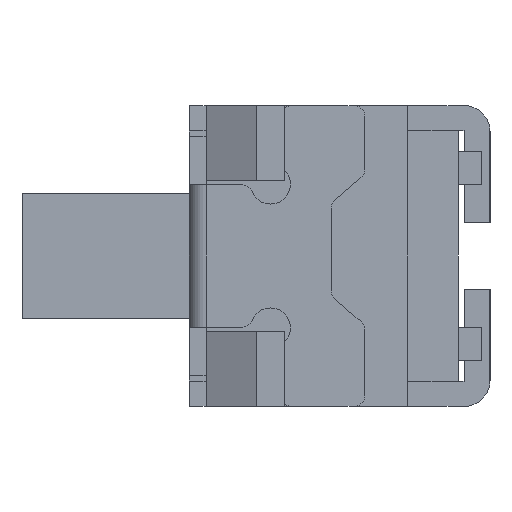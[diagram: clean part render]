
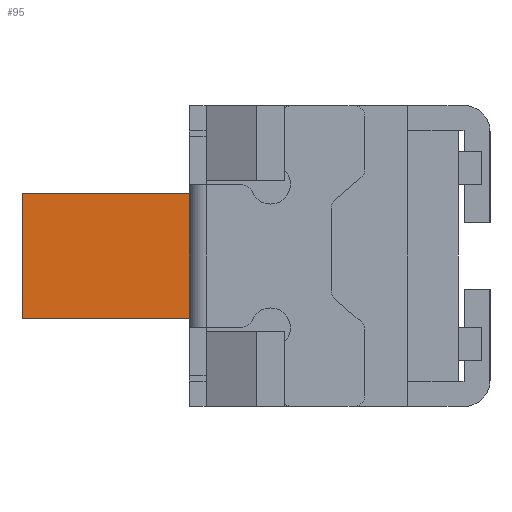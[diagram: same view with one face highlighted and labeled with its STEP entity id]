
A CAD part, left-side view. The second image highlights one B-rep face of the part: STEP entity #95.
In plain terms, the highlighted planar face has unit normal (-1, 0, 0).
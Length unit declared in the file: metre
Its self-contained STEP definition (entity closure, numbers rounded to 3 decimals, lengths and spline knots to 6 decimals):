
#95 = ADVANCED_FACE( '', ( #462 ), #463, .T. );
#462 = FACE_OUTER_BOUND( '', #1097, .T. );
#463 = PLANE( '', #1098 );
#1097 = EDGE_LOOP( '', ( #2167, #2168, #2169, #2170 ) );
#1098 = AXIS2_PLACEMENT_3D( '', #2171, #2172, #2173 );
#2167 = ORIENTED_EDGE( '', *, *, #4673, .T. );
#2168 = ORIENTED_EDGE( '', *, *, #4674, .F. );
#2169 = ORIENTED_EDGE( '', *, *, #4675, .F. );
#2170 = ORIENTED_EDGE( '', *, *, #4676, .T. );
#2171 = CARTESIAN_POINT( '', ( -0.00275, 0.002763, -0.00075 ) );
#2172 = DIRECTION( '', ( -1., 0., 0. ) );
#2173 = DIRECTION( '', ( 0., 0., 1. ) );
#4673 = EDGE_CURVE( '', #5781, #5782, #5783, .T. );
#4674 = EDGE_CURVE( '', #5784, #5782, #5785, .T. );
#4675 = EDGE_CURVE( '', #5786, #5784, #5787, .T. );
#4676 = EDGE_CURVE( '', #5786, #5781, #5788, .T. );
#5781 = VERTEX_POINT( '', #7528 );
#5782 = VERTEX_POINT( '', #7529 );
#5783 = LINE( '', #7530, #7531 );
#5784 = VERTEX_POINT( '', #7532 );
#5785 = LINE( '', #7533, #7534 );
#5786 = VERTEX_POINT( '', #7535 );
#5787 = LINE( '', #7536, #7537 );
#5788 = LINE( '', #7538, #7539 );
#7528 = CARTESIAN_POINT( '', ( -0.00275, 0.002763, 0.00075 ) );
#7529 = CARTESIAN_POINT( '', ( -0.00275, 0.00522, 0.00075 ) );
#7530 = CARTESIAN_POINT( '', ( -0.00275, 0.002763, 0.00075 ) );
#7531 = VECTOR( '', #9223, 1. );
#7532 = CARTESIAN_POINT( '', ( -0.00275, 0.00522, -0.00075 ) );
#7533 = CARTESIAN_POINT( '', ( -0.00275, 0.00522, -0.00075 ) );
#7534 = VECTOR( '', #9224, 1. );
#7535 = CARTESIAN_POINT( '', ( -0.00275, 0.002763, -0.00075 ) );
#7536 = CARTESIAN_POINT( '', ( -0.00275, 0.002763, -0.00075 ) );
#7537 = VECTOR( '', #9225, 1. );
#7538 = CARTESIAN_POINT( '', ( -0.00275, 0.002763, -0.00075 ) );
#7539 = VECTOR( '', #9226, 1. );
#9223 = DIRECTION( '', ( 0., 1., 0. ) );
#9224 = DIRECTION( '', ( 0., 0., 1. ) );
#9225 = DIRECTION( '', ( 0., 1., 0. ) );
#9226 = DIRECTION( '', ( 0., 0., 1. ) );
